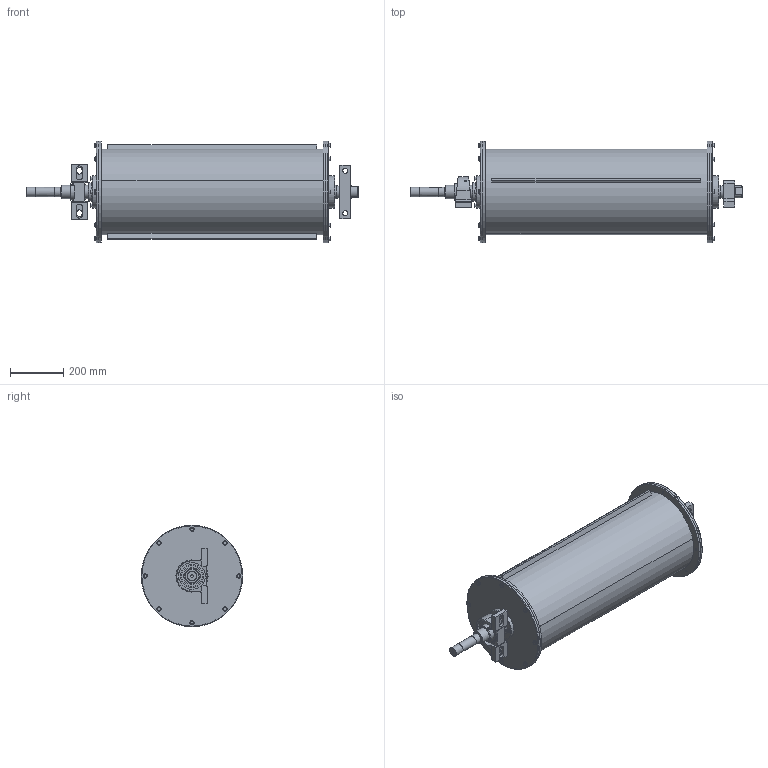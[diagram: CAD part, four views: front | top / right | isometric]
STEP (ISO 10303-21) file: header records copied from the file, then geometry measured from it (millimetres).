
FILE_DESCRIPTION(/* description */ ('RMD-08-32'),/* implementation_level */ '2;1');
FILE_NAME(/* name */ 'E0062448_RMD-08-32-RS-F-OR-30S2.stp',/* time_stamp */ '2016-10-20T11:07:37+02:00',/* author */ ('dd'),/* organization */ (''),/* preprocessor_version */ 'ST-DEVELOPER v15.6',/* originating_system */ 'Autodesk Inventor 2015',/* authorisation */ '');
FILE_SCHEMA (('AUTOMOTIVE_DESIGN { 1 0 10303 214 3 1 1 }'));
Length unit declared in the file: millimetre
Products named in the file (1): E0062448
Bounding box: 1244 x 380 x 380 mm (x, y, z)
Volume: 12641171.3 mm3; surface area: 2911414.4 mm2
Topology: 5 solids, 20 shells, 893 faces, 1954 edges, 1259 vertices
Faces by surface type: plane 428, cylinder 236, cone 175, torus 47, sphere 7
Full cylindrical faces by diameter (mm): 1.15 x4, 5.918 x1, 6.647 x24, 7.323 x16, 8 x24, 8.376 x1, 8.4 x16, 9 x20, 9.5 x4, 10 x3, 10.106 x1, 10.5 x1, 11.4 x16, 13 x8, 13.835 x2, 15 x4, 16 x17, 17 x2, 18 x3, 34.8 x1, 35 x2, 45 x1, 47 x1, 50 x5, 51 x1, 60 x2, 61.8 x4, 70 x1, 72 x1, 75.2 x2
Entity records: 23408 total; most frequent: CARTESIAN_POINT 4778, DIRECTION 3665, ORIENTED_EDGE 2990, AXIS2_PLACEMENT_3D 1558, EDGE_CURVE 1491, EDGE_LOOP 1453, VERTEX_POINT 1126, STYLED_ITEM 896
